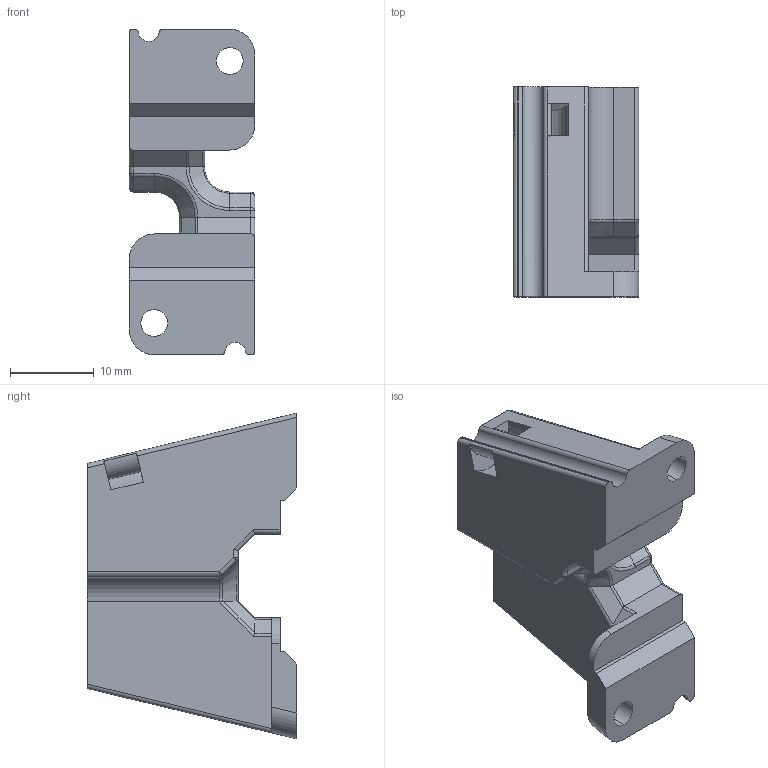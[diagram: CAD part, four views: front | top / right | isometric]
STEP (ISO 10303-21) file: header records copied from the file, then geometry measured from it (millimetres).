
FILE_DESCRIPTION (( 'STEP AP214' ), '1' );
FILE_NAME ('iris-spring-guide.STEP', '2023-11-10T10:41:54', ( '' ), ( '' ), 'SwSTEP 2.0', 'SolidWorks 2022', '' );
FILE_SCHEMA (( 'AUTOMOTIVE_DESIGN' ));
Length unit declared in the file: millimetre
Products named in the file (1): iris-spring-guide
Bounding box: 15 x 25 x 38.86 mm (x, y, z)
Volume: 6684.5 mm3; surface area: 3371.7 mm2
Topology: 1 solids, 1 shells, 125 faces, 352 edges, 226 vertices
Faces by surface type: cylinder 53, plane 47, bspline 15, torus 4, sphere 4, cone 2
Entity records: 5152 total; most frequent: CARTESIAN_POINT 2071, ORIENTED_EDGE 700, DIRECTION 562, EDGE_CURVE 350, VERTEX_POINT 226, VECTOR 196, LINE 196, AXIS2_PLACEMENT_3D 183
